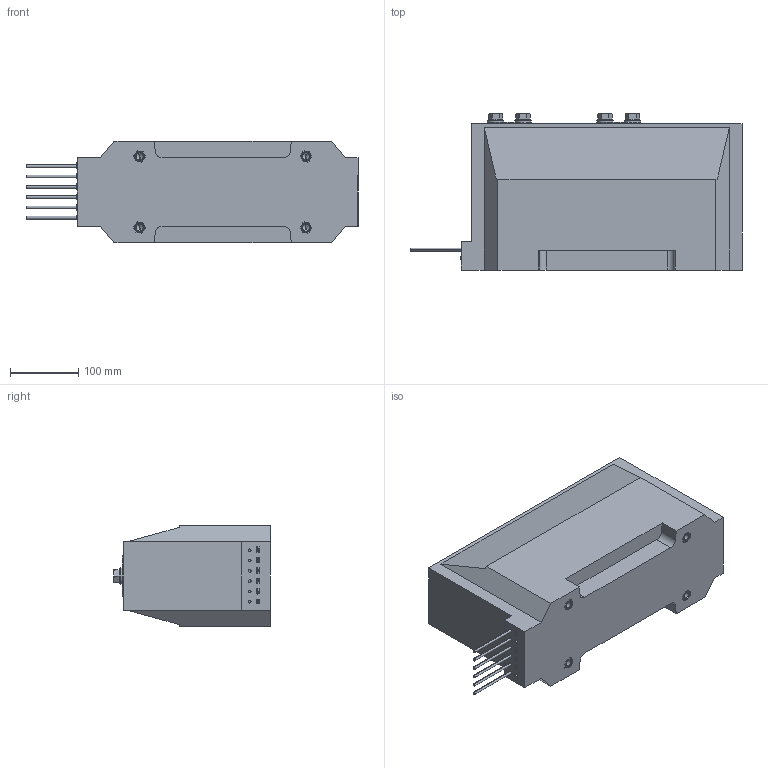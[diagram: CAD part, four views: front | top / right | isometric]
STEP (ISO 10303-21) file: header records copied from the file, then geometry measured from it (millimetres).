
FILE_DESCRIPTION (( 'STEP AP214' ), '1' );
FILE_NAME ('ﾒﾋﾊ-ﾑﾒ-10-12.1 (5ﾀ-1500ﾀ).STEP', '2023-06-28T04:57:24', ( '' ), ( '' ), 'SwSTEP 2.0', 'SolidWorks 2014', '' );
FILE_SCHEMA (( 'AUTOMOTIVE_DESIGN' ));
Length unit declared in the file: millimetre
Products named in the file (12): ﾒﾋﾊ-ﾑﾒ-10-12.1 (5ﾀ-1500ﾀ); curved spring lock washer_din_Spring washer DIN 128 - A12; plain washer grade c_din_Washer DIN 126 - 13.5; hex screw gradec_din_ISO 4018 - M12 x 25-NN; curved spring lock washer_din_Spring washer DIN 128 - A5; plain washer grade c_din_Washer DIN 126 - 5.5; hex screw gradec_din_ISO 4018 - M5 x 12-NN; ÂÅÈÓ.671213.537_’‹Š-‘’-10-12.1, ¤® 600€, 3å ®¡¬; 屡扔.757465.006 袜觐礤黜桕; ÂÅÈÓ.758472.007-02  Ãàéêà; ÂÅÈÓ.758472.006 Ãàéêà ñïåöèàëüíàÿ; Êîðïóñ òëê-10-12(11)_’‹Š-‘’-10-12.1, ¤® 600€, 3å ®¡¬
Assembly tree (44 placements, depth 3):
  ﾒﾋﾊ-ﾑﾒ-10-12.1 (5ﾀ-1500ﾀ)
    ÂÅÈÓ.671213.537_’‹Š-‘’-10-12.1, ¤® 600€, 3å ®¡¬
      Êîðïóñ òëê-10-12(11)_’‹Š-‘’-10-12.1, ¤® 600€, 3å ®¡¬
      ÂÅÈÓ.758472.006 Ãàéêà ñïåöèàëüíàÿ  x4
      ÂÅÈÓ.758472.007-02  Ãàéêà  x6
      屡扔.757465.006 袜觐礤黜桕  x2
    hex screw gradec_din_ISO 4018 - M5 x 12-NN  x6
    plain washer grade c_din_Washer DIN 126 - 5.5  x6
    curved spring lock washer_din_Spring washer DIN 128 - A5  x6
    hex screw gradec_din_ISO 4018 - M12 x 25-NN  x4
    plain washer grade c_din_Washer DIN 126 - 13.5  x4
    curved spring lock washer_din_Spring washer DIN 128 - A12  x4
Bounding box: 485 x 228.55 x 148 mm (x, y, z)
Volume: 11073779.6 mm3; surface area: 405998.1 mm2
Topology: 49 solids, 55 shells, 1258 faces, 3034 edges, 1900 vertices
Faces by surface type: plane 464, bspline 274, cylinder 256, cone 216, torus 48
Entity records: 29604 total; most frequent: CARTESIAN_POINT 12643, ORIENTED_EDGE 3700, DIRECTION 2522, EDGE_CURVE 1850, VERTEX_POINT 1210, LINE 1000, VECTOR 1000, EDGE_LOOP 782
